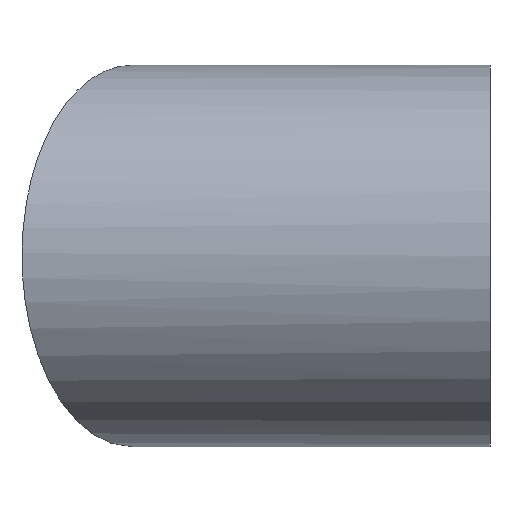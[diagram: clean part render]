
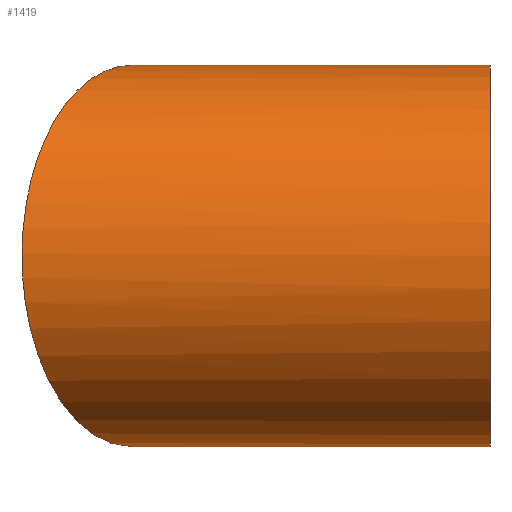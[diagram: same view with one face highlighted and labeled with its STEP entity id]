
A CAD part, left-side view. The second image highlights one B-rep face of the part: STEP entity #1419.
In plain terms, the highlighted cylindrical face has radius 157.5 mm (diameter 315 mm), a full revolution.
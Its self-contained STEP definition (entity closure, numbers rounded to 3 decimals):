
#1419 = ADVANCED_FACE( '', ( #3288, #3289 ), #3290, .T. );
#3288 = FACE_OUTER_BOUND( '', #5619, .T. );
#3289 = FACE_OUTER_BOUND( '', #5620, .T. );
#3290 = CYLINDRICAL_SURFACE( '', #5621, 157.5 );
#5619 = EDGE_LOOP( '', ( #10154 ) );
#5620 = EDGE_LOOP( '', ( #10155 ) );
#5621 = AXIS2_PLACEMENT_3D( '', #10156, #10157, #10158 );
#10154 = ORIENTED_EDGE( '', *, *, #15199, .T. );
#10155 = ORIENTED_EDGE( '', *, *, #15200, .F. );
#10156 = CARTESIAN_POINT( '', ( 0., 0., 0. ) );
#10157 = DIRECTION( '', ( 0., 1., 0. ) );
#10158 = DIRECTION( '', ( 0., 0., -1. ) );
#15199 = EDGE_CURVE( '', #19003, #19003, #19004, .F. );
#15200 = EDGE_CURVE( '', #19005, #19005, #19006, .T. );
#19003 = VERTEX_POINT( '', #24468 );
#19004 = ELLIPSE( '', #24469, 181.865, 157.5 );
#19005 = VERTEX_POINT( '', #24470 );
#19006 = CIRCLE( '', #24471, 157.5 );
#24468 = CARTESIAN_POINT( '', ( 157.5, 204.446, 0. ) );
#24469 = AXIS2_PLACEMENT_3D( '', #27373, #27374, #27375 );
#24470 = CARTESIAN_POINT( '', ( 0., 0., -157.5 ) );
#24471 = AXIS2_PLACEMENT_3D( '', #27376, #27377, #27378 );
#27373 = CARTESIAN_POINT( '', ( 0., 295.378, 0. ) );
#27374 = DIRECTION( '', ( 0.5, 0.866, 0. ) );
#27375 = DIRECTION( '', ( 0.866, -0.5, 0. ) );
#27376 = CARTESIAN_POINT( '', ( 0., 0., 0. ) );
#27377 = DIRECTION( '', ( 0., -1., 0. ) );
#27378 = DIRECTION( '', ( 0., 0., -1. ) );
